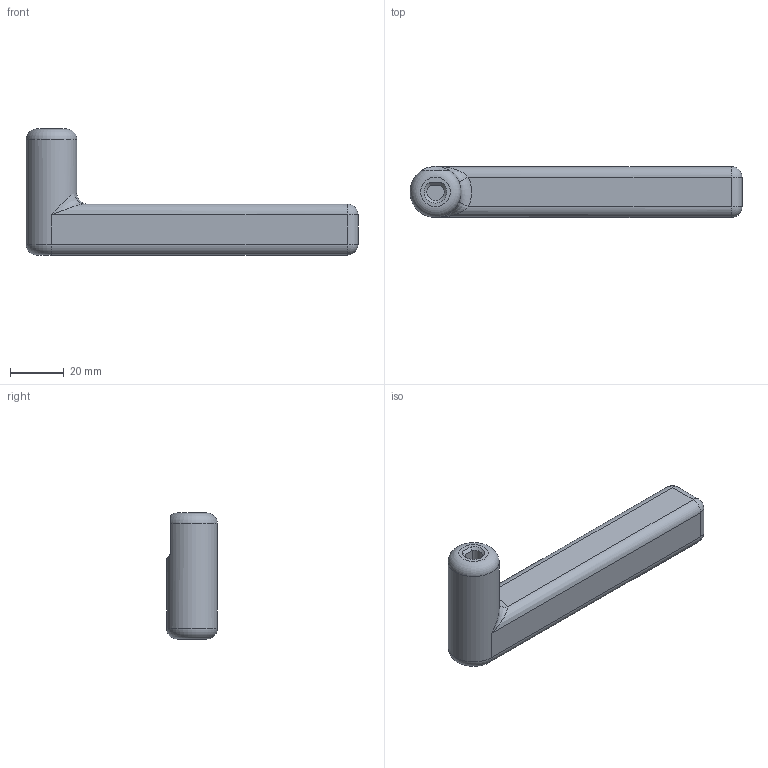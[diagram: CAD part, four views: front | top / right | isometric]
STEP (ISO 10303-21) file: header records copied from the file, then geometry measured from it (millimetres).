
FILE_DESCRIPTION(/* description */ (''),/* implementation_level */ '2;1');
FILE_NAME(/* name */ 'Stepper_Shaft_Attachment-B.step',/* time_stamp */ '2021-03-28T12:54:04-04:00',/* author */ (''),/* organization */ (''),/* preprocessor_version */ 'ST-DEVELOPER v18.1',/* originating_system */ 'Autodesk Translation Framework v9.10.0.1330',/* authorisation */ '');
FILE_SCHEMA (('AUTOMOTIVE_DESIGN { 1 0 10303 214 3 1 1 }'));
Length unit declared in the file: millimetre
Products named in the file (1): Stepper Shaft Attachment
Bounding box: 123.8 x 19 x 47 mm (x, y, z)
Volume: 49227.8 mm3; surface area: 10795 mm2
Topology: 1 solids, 1 shells, 33 faces, 72 edges, 40 vertices
Faces by surface type: cylinder 11, plane 10, sphere 4, bspline 3, torus 3, cone 2
Full cylindrical faces by diameter (mm): 3.8 x1, 19 x1
Entity records: 1170 total; most frequent: CARTESIAN_POINT 423, DIRECTION 154, ORIENTED_EDGE 140, EDGE_CURVE 70, AXIS2_PLACEMENT_3D 63, VERTEX_POINT 40, EDGE_LOOP 36, FACE_OUTER_BOUND 33
